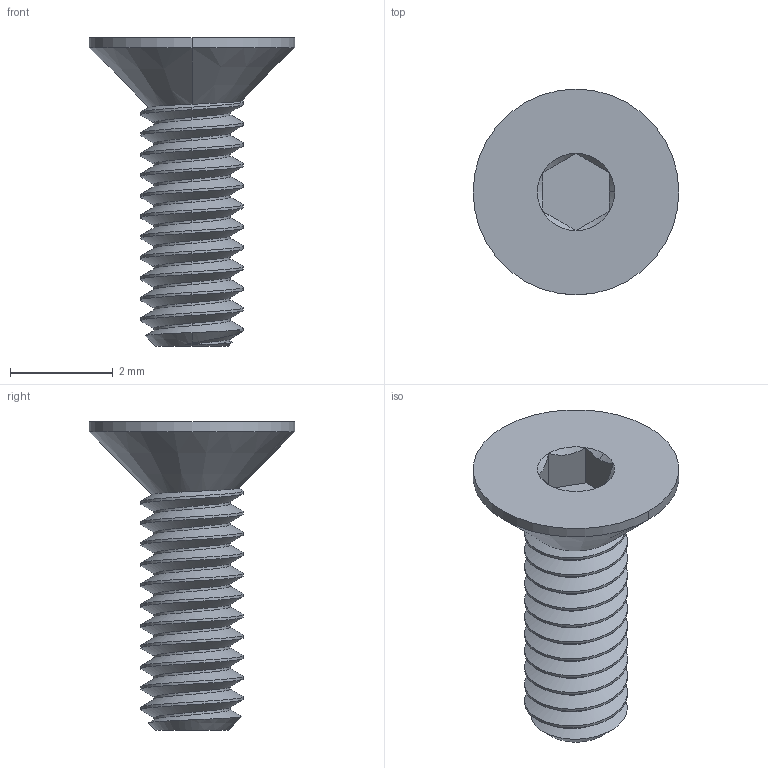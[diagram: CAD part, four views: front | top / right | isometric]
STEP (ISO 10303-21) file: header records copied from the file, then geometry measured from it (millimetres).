
FILE_DESCRIPTION (( 'STEP AP203' ), '1' );
FILE_NAME ('91294A004.step', '2014-02-18T21:22:35', ( 'Admin' ), ( 'Microsoft' ), 'SwSTEP 2.0', 'SolidWorks 2012', '' );
FILE_SCHEMA (( 'CONFIG_CONTROL_DESIGN' ));
Length unit declared in the file: millimetre
Products named in the file (1): 91294A004
Bounding box: 4 x 4 x 6 mm (x, y, z)
Volume: 20.1 mm3; surface area: 79 mm2
Topology: 1 solids, 1 shells, 73 faces, 193 edges, 123 vertices
Faces by surface type: cylinder 49, cone 13, plane 9, bspline 2
Entity records: 3407 total; most frequent: CARTESIAN_POINT 1830, ORIENTED_EDGE 386, DIRECTION 246, EDGE_CURVE 193, VERTEX_POINT 123, AXIS2_PLACEMENT_3D 90, EDGE_LOOP 74, FACE_OUTER_BOUND 73
